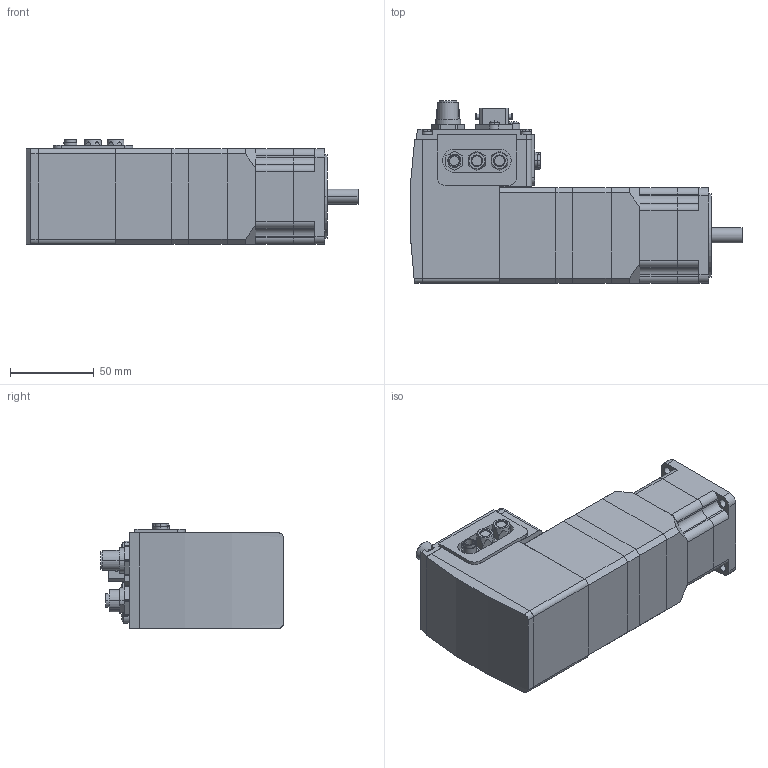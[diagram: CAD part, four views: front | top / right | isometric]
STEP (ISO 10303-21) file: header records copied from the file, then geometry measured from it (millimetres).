
FILE_DESCRIPTION(('STEP AP242'),'1');
FILE_NAME('ila1b571pc2a0.stp','2021-09-29T08:28:46',('TraceParts'),('TraceParts S.A.'),'Spatial InterOp 3D',' ',' ');
FILE_SCHEMA(('AP242_MANAGED_MODEL_BASED_3D_ENGINEERING_MIM_LF {1 0 10303 442 1 1 4}'));
Length unit declared in the file: millimetre
Products named in the file (1): ila1b571pc2a0_1
Bounding box: 198.54 x 109.2 x 62.7 mm (x, y, z)
Volume: 713123.7 mm3; surface area: 130026.2 mm2
Topology: 12 solids, 12 shells, 516 faces, 1316 edges, 862 vertices
Faces by surface type: plane 317, cylinder 171, torus 14, cone 14
Entity records: 26282 total; most frequent: CARTESIAN_POINT 2788, DIRECTION 2694, ORIENTED_EDGE 2600, STYLED_ITEM 1828, PRESENTATION_STYLE_ASSIGNMENT 1828, COLOUR_RGB 1828, EDGE_CURVE 1300, CURVE_STYLE 1300
